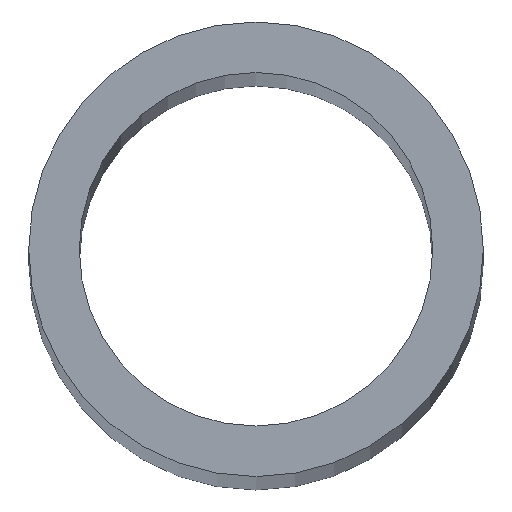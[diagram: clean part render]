
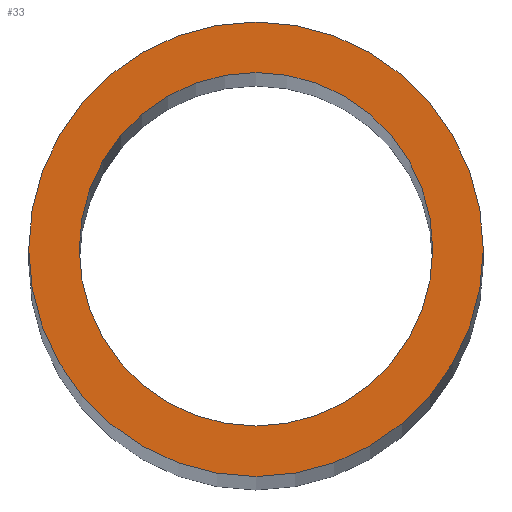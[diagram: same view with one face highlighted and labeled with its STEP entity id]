
A CAD part, top view. The second image highlights one B-rep face of the part: STEP entity #33.
In plain terms, the highlighted planar face has unit normal (0, 0, 1).
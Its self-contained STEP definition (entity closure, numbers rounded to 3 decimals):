
#4 = CARTESIAN_POINT ( 'NONE',  ( 0., 0., 305. ) ) ;
#14 = EDGE_LOOP ( 'NONE', ( #246, #245 ) ) ;
#17 = CIRCLE ( 'NONE', #37, 9. ) ;
#25 = CARTESIAN_POINT ( 'NONE',  ( 0., 0., 305. ) ) ;
#26 = AXIS2_PLACEMENT_3D ( 'NONE', #218, #40, #153 ) ;
#33 = ADVANCED_FACE ( 'NONE', ( #110, #166 ), #182, .T. ) ;
#37 = AXIS2_PLACEMENT_3D ( 'NONE', #25, #135, #64 ) ;
#40 = DIRECTION ( 'NONE',  ( 0., 0., 1. ) ) ;
#42 = CARTESIAN_POINT ( 'NONE',  ( -9., 0., 305. ) ) ;
#45 = AXIS2_PLACEMENT_3D ( 'NONE', #134, #234, #215 ) ;
#47 = CIRCLE ( 'NONE', #213, 7. ) ;
#54 = EDGE_CURVE ( 'NONE', #147, #144, #103, .T. ) ;
#61 = CARTESIAN_POINT ( 'NONE',  ( -7., 0., 305. ) ) ;
#64 = DIRECTION ( 'NONE',  ( 1., 0., 0. ) ) ;
#73 = EDGE_CURVE ( 'NONE', #144, #147, #17, .T. ) ;
#84 = DIRECTION ( 'NONE',  ( 0., 0., 1. ) ) ;
#101 = CARTESIAN_POINT ( 'NONE',  ( 7., 0., 305. ) ) ;
#103 = CIRCLE ( 'NONE', #26, 9. ) ;
#110 = FACE_BOUND ( 'NONE', #142, .T. ) ;
#112 = ORIENTED_EDGE ( 'NONE', *, *, #224, .F. ) ;
#131 = VERTEX_POINT ( 'NONE', #61 ) ;
#133 = DIRECTION ( 'NONE',  ( 0., 0., 1. ) ) ;
#134 = CARTESIAN_POINT ( 'NONE',  ( 0., 0., 305. ) ) ;
#135 = DIRECTION ( 'NONE',  ( 0., 0., 1. ) ) ;
#142 = EDGE_LOOP ( 'NONE', ( #112, #190 ) ) ;
#144 = VERTEX_POINT ( 'NONE', #196 ) ;
#147 = VERTEX_POINT ( 'NONE', #42 ) ;
#148 = CARTESIAN_POINT ( 'NONE',  ( 0., 0., 305. ) ) ;
#153 = DIRECTION ( 'NONE',  ( 1., 0., 0. ) ) ;
#166 = FACE_OUTER_BOUND ( 'NONE', #14, .T. ) ;
#180 = AXIS2_PLACEMENT_3D ( 'NONE', #148, #133, #214 ) ;
#182 = PLANE ( 'NONE',  #45 ) ;
#185 = VERTEX_POINT ( 'NONE', #101 ) ;
#190 = ORIENTED_EDGE ( 'NONE', *, *, #194, .F. ) ;
#193 = CIRCLE ( 'NONE', #180, 7. ) ;
#194 = EDGE_CURVE ( 'NONE', #131, #185, #47, .T. ) ;
#196 = CARTESIAN_POINT ( 'NONE',  ( 9., 0., 305. ) ) ;
#198 = DIRECTION ( 'NONE',  ( 1., 0., 0. ) ) ;
#213 = AXIS2_PLACEMENT_3D ( 'NONE', #4, #84, #198 ) ;
#214 = DIRECTION ( 'NONE',  ( 1., 0., 0. ) ) ;
#215 = DIRECTION ( 'NONE',  ( 1., 0., 0. ) ) ;
#218 = CARTESIAN_POINT ( 'NONE',  ( 0., 0., 305. ) ) ;
#224 = EDGE_CURVE ( 'NONE', #185, #131, #193, .T. ) ;
#234 = DIRECTION ( 'NONE',  ( 0., 0., 1. ) ) ;
#245 = ORIENTED_EDGE ( 'NONE', *, *, #73, .T. ) ;
#246 = ORIENTED_EDGE ( 'NONE', *, *, #54, .T. ) ;
